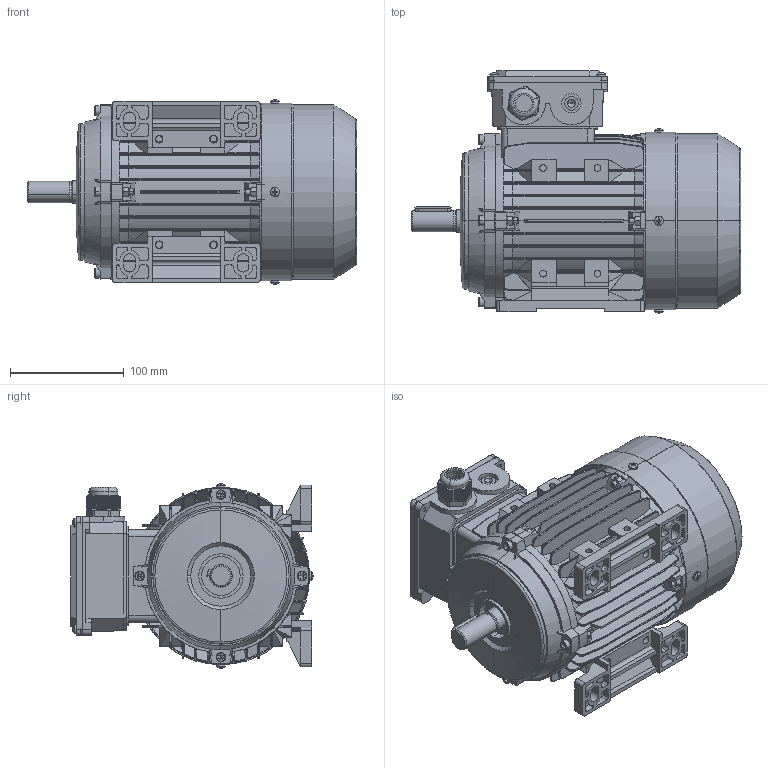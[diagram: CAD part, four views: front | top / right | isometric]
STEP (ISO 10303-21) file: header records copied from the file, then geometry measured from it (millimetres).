
FILE_DESCRIPTION (( 'STEP AP203' ), '1' );
FILE_NAME ('MS80 B3蚾饜芞.STEP', '2015-01-02T01:05:46', ( 'USER' ), ( 'MS' ), 'SwSTEP 2.0', 'SolidWorks 2008', '' );
FILE_SCHEMA (( 'CONFIG_CONTROL_DESIGN' ));
Length unit declared in the file: millimetre
Products named in the file (14): 80风罩_默认; 80机壳_默认; 底脚_默认; 80-100出线螺套_默认; 80 B3前盖_默认; Hexagon socket head cap screws GB_GB_FASTENER_SCREWS_HSHCS M5X30-N; MS80 B3蚾饜芞; 80后盖_默认; 80转轴_默认; 风叶_默认; 新接线盒盖80-100_默认; 新接线盒座80-100_默认; Cross recessed thread forming screws GB_GB_CROSS_SCREWS_TYPE138 M4X10-N; Hexagon nuts grade C GB_GB_FASTENER_NUT_SNC1 M5-N
Assembly tree (35 placements, depth 2):
  MS80 B3蚾饜芞
    新接线盒盖80-100_默认
    Cross recessed thread forming screws GB_GB_CROSS_SCREWS_TYPE138 M4X10-N  x8
    80风罩_默认
    80后盖_默认
    Hexagon socket head cap screws GB_GB_FASTENER_SCREWS_HSHCS M5X30-N  x8
    Hexagon nuts grade C GB_GB_FASTENER_NUT_SNC1 M5-N  x8
    新接线盒座80-100_默认
    80 B3前盖_默认
    风叶_默认
    底脚_默认  x2
    80转轴_默认
    80-100出线螺套_默认
    80机壳_默认
Bounding box: 290 x 213.12 x 162.24 mm (x, y, z)
Volume: 939346.5 mm3; surface area: 623093.7 mm2
Topology: 35 solids, 35 shells, 3471 faces, 8945 edges, 5587 vertices
Faces by surface type: plane 1946, cylinder 1002, cone 200, bspline 122, sphere 120, torus 81
Entity records: 95227 total; most frequent: CARTESIAN_POINT 23905, ORIENTED_EDGE 14926, DIRECTION 13759, EDGE_CURVE 7463, VERTEX_POINT 4682, VECTOR 4653, LINE 4653, AXIS2_PLACEMENT_3D 4553
